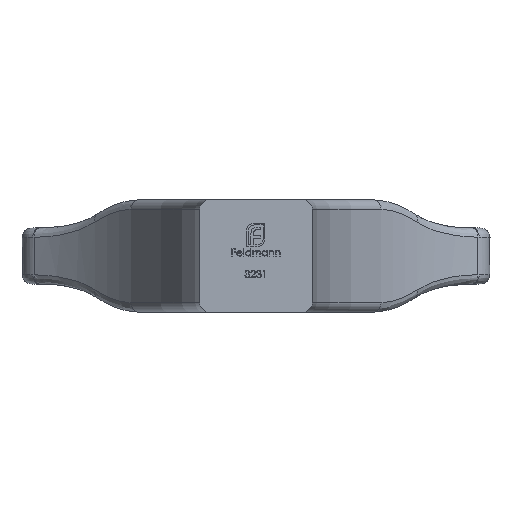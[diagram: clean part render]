
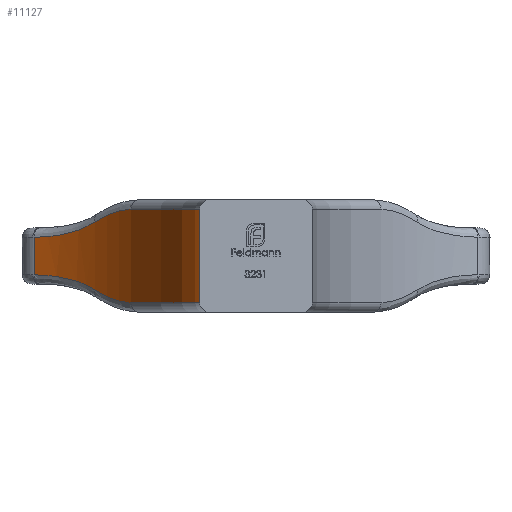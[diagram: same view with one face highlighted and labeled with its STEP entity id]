
A CAD part, front view. The second image highlights one B-rep face of the part: STEP entity #11127.
In plain terms, the highlighted cylindrical face has radius 40 mm (diameter 80 mm), a partial arc.
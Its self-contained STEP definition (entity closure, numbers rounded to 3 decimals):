
#48 = ORIENTED_EDGE ( 'NONE', *, *, #11284, .T. ) ;
#204 = CARTESIAN_POINT ( 'NONE',  ( -18.131, 75.017, -3.099 ) ) ;
#235 = CARTESIAN_POINT ( 'NONE',  ( -13.646, 69.847, -5. ) ) ;
#781 = CARTESIAN_POINT ( 'NONE',  ( -17.641, 74.532, 3.356 ) ) ;
#832 = VERTEX_POINT ( 'NONE', #12169 ) ;
#1301 = EDGE_CURVE ( 'NONE', #1637, #12873, #12445, .T. ) ;
#1348 = CARTESIAN_POINT ( 'NONE',  ( -17.402, 74.29, -3.496 ) ) ;
#1387 = CARTESIAN_POINT ( 'NONE',  ( -15.863, 72.642, -4.414 ) ) ;
#1637 = VERTEX_POINT ( 'NONE', #4393 ) ;
#1638 = B_SPLINE_CURVE_WITH_KNOTS ( 'NONE', 3,
 ( #5736, #8947, #10220, #8160, #2479, #8210, #13650, #7122 ),
 .UNSPECIFIED., .F., .F.,
 ( 4, 2, 2, 4 ),
 ( 0., 0.002, 0.003, 0.006 ),
 .UNSPECIFIED. ) ;
#1880 = CARTESIAN_POINT ( 'NONE',  ( -46., 46.321, -30. ) ) ;
#1945 = ORIENTED_EDGE ( 'NONE', *, *, #2065, .T. ) ;
#2065 = EDGE_CURVE ( 'NONE', #4753, #7055, #8615, .T. ) ;
#2067 = CARTESIAN_POINT ( 'NONE',  ( -22.459, 78.693, 2.016 ) ) ;
#2243 = B_SPLINE_CURVE_WITH_KNOTS ( 'NONE', 3,
 ( #12791, #8323, #4869, #13853, #11712, #13705, #204, #8121, #1348, #6154 ),
 .UNSPECIFIED., .F., .F.,
 ( 4, 2, 2, 2, 4 ),
 ( 0., 0.004, 0.006, 0.008, 0.009 ),
 .UNSPECIFIED. ) ;
#2403 = EDGE_CURVE ( 'NONE', #6021, #1637, #2243, .T. ) ;
#2479 = CARTESIAN_POINT ( 'NONE',  ( -14.902, 71.483, 4.758 ) ) ;
#2604 = VECTOR ( 'NONE', #8225, 1000. ) ;
#3515 = CARTESIAN_POINT ( 'NONE',  ( -13.954, 70.265, -4.969 ) ) ;
#4167 = DIRECTION ( 'NONE',  ( -1., 0., 0. ) ) ;
#4262 = CARTESIAN_POINT ( 'NONE',  ( -19.676, 76.447, 2.506 ) ) ;
#4320 = AXIS2_PLACEMENT_3D ( 'NONE', #1880, #13167, #4167 ) ;
#4393 = CARTESIAN_POINT ( 'NONE',  ( -17.17, 74.048, -3.65 ) ) ;
#4753 = VERTEX_POINT ( 'NONE', #9022 ) ;
#4869 = CARTESIAN_POINT ( 'NONE',  ( -21.307, 77.822, -2.126 ) ) ;
#5132 = ORIENTED_EDGE ( 'NONE', *, *, #10822, .T. ) ;
#5289 = EDGE_LOOP ( 'NONE', ( #1945, #8509, #5132, #7991, #10390, #11741, #10551, #48 ) ) ;
#5390 = CARTESIAN_POINT ( 'NONE',  ( -19.149, 75.977, 2.669 ) ) ;
#5502 = B_SPLINE_CURVE_WITH_KNOTS ( 'NONE', 3,
 ( #7660, #6615, #781, #6572, #9915, #5390, #4262, #8686, #2067, #14327 ),
 .UNSPECIFIED., .F., .F.,
 ( 4, 2, 2, 2, 4 ),
 ( 0., 0.001, 0.002, 0.004, 0.009 ),
 .UNSPECIFIED. ) ;
#5736 = CARTESIAN_POINT ( 'NONE',  ( -13.345, 69.422, 5. ) ) ;
#5836 = EDGE_CURVE ( 'NONE', #7055, #7031, #6152, .T. ) ;
#5858 = DIRECTION ( 'NONE',  ( 0., 0., -1. ) ) ;
#5877 = CARTESIAN_POINT ( 'NONE',  ( -13.345, 69.422, -5. ) ) ;
#6021 = VERTEX_POINT ( 'NONE', #10248 ) ;
#6152 = CIRCLE ( 'NONE', #14074, 40. ) ;
#6154 = CARTESIAN_POINT ( 'NONE',  ( -17.17, 74.048, -3.65 ) ) ;
#6290 = CARTESIAN_POINT ( 'NONE',  ( -46., 46.321, 5. ) ) ;
#6340 = CYLINDRICAL_SURFACE ( 'NONE', #4320, 40. ) ;
#6572 = CARTESIAN_POINT ( 'NONE',  ( -18.131, 75.017, 3.099 ) ) ;
#6615 = CARTESIAN_POINT ( 'NONE',  ( -17.402, 74.29, 3.496 ) ) ;
#6918 = CARTESIAN_POINT ( 'NONE',  ( -6., 46.321, 5. ) ) ;
#6964 = CARTESIAN_POINT ( 'NONE',  ( -14.902, 71.483, -4.758 ) ) ;
#6994 = CARTESIAN_POINT ( 'NONE',  ( -6., 46.321, -30. ) ) ;
#7031 = VERTEX_POINT ( 'NONE', #11434 ) ;
#7055 = VERTEX_POINT ( 'NONE', #6918 ) ;
#7122 = CARTESIAN_POINT ( 'NONE',  ( -17.17, 74.048, 3.65 ) ) ;
#7619 = DIRECTION ( 'NONE',  ( 0., 0., 1. ) ) ;
#7660 = CARTESIAN_POINT ( 'NONE',  ( -17.17, 74.048, 3.65 ) ) ;
#7789 = EDGE_CURVE ( 'NONE', #13612, #832, #5502, .T. ) ;
#7991 = ORIENTED_EDGE ( 'NONE', *, *, #7789, .T. ) ;
#8071 = CARTESIAN_POINT ( 'NONE',  ( -46., 46.321, -5. ) ) ;
#8121 = CARTESIAN_POINT ( 'NONE',  ( -17.641, 74.532, -3.356 ) ) ;
#8160 = CARTESIAN_POINT ( 'NONE',  ( -14.583, 71.084, 4.848 ) ) ;
#8210 = CARTESIAN_POINT ( 'NONE',  ( -15.863, 72.642, 4.414 ) ) ;
#8225 = DIRECTION ( 'NONE',  ( 0., 0., 1. ) ) ;
#8323 = CARTESIAN_POINT ( 'NONE',  ( -22.459, 78.693, -2.016 ) ) ;
#8509 = ORIENTED_EDGE ( 'NONE', *, *, #5836, .T. ) ;
#8615 = LINE ( 'NONE', #6994, #2604 ) ;
#8686 = CARTESIAN_POINT ( 'NONE',  ( -21.307, 77.822, 2.126 ) ) ;
#8947 = CARTESIAN_POINT ( 'NONE',  ( -13.646, 69.847, 5. ) ) ;
#9022 = CARTESIAN_POINT ( 'NONE',  ( -6., 46.321, -5. ) ) ;
#9208 = EDGE_CURVE ( 'NONE', #6021, #832, #9256, .T. ) ;
#9256 = LINE ( 'NONE', #14255, #12086 ) ;
#9792 = DIRECTION ( 'NONE',  ( 0., 0., 1. ) ) ;
#9915 = CARTESIAN_POINT ( 'NONE',  ( -18.383, 75.259, 2.983 ) ) ;
#10220 = CARTESIAN_POINT ( 'NONE',  ( -13.954, 70.265, 4.969 ) ) ;
#10248 = CARTESIAN_POINT ( 'NONE',  ( -23.674, 79.511, -2.001 ) ) ;
#10295 = CARTESIAN_POINT ( 'NONE',  ( -14.583, 71.084, -4.848 ) ) ;
#10390 = ORIENTED_EDGE ( 'NONE', *, *, #9208, .F. ) ;
#10440 = AXIS2_PLACEMENT_3D ( 'NONE', #8071, #5858, #13713 ) ;
#10551 = ORIENTED_EDGE ( 'NONE', *, *, #1301, .T. ) ;
#10810 = DIRECTION ( 'NONE',  ( 0., 1., 0. ) ) ;
#10822 = EDGE_CURVE ( 'NONE', #7031, #13612, #1638, .T. ) ;
#11127 = ADVANCED_FACE ( 'NONE', ( #13371 ), #6340, .F. ) ;
#11284 = EDGE_CURVE ( 'NONE', #12873, #4753, #12863, .T. ) ;
#11434 = CARTESIAN_POINT ( 'NONE',  ( -13.345, 69.422, 5. ) ) ;
#11712 = CARTESIAN_POINT ( 'NONE',  ( -19.149, 75.977, -2.669 ) ) ;
#11741 = ORIENTED_EDGE ( 'NONE', *, *, #2403, .T. ) ;
#12086 = VECTOR ( 'NONE', #9792, 1000. ) ;
#12169 = CARTESIAN_POINT ( 'NONE',  ( -23.674, 79.511, 2.001 ) ) ;
#12445 = B_SPLINE_CURVE_WITH_KNOTS ( 'NONE', 3,
 ( #13685, #12620, #1387, #6964, #10295, #3515, #235, #5877 ),
 .UNSPECIFIED., .F., .F.,
 ( 4, 2, 2, 4 ),
 ( 0., 0.003, 0.005, 0.006 ),
 .UNSPECIFIED. ) ;
#12620 = CARTESIAN_POINT ( 'NONE',  ( -16.514, 73.367, -4.083 ) ) ;
#12791 = CARTESIAN_POINT ( 'NONE',  ( -23.674, 79.511, -2.001 ) ) ;
#12863 = CIRCLE ( 'NONE', #10440, 40. ) ;
#12873 = VERTEX_POINT ( 'NONE', #13619 ) ;
#13167 = DIRECTION ( 'NONE',  ( 0., 0., 1. ) ) ;
#13253 = CARTESIAN_POINT ( 'NONE',  ( -17.17, 74.048, 3.65 ) ) ;
#13371 = FACE_OUTER_BOUND ( 'NONE', #5289, .T. ) ;
#13612 = VERTEX_POINT ( 'NONE', #13253 ) ;
#13619 = CARTESIAN_POINT ( 'NONE',  ( -13.345, 69.422, -5. ) ) ;
#13650 = CARTESIAN_POINT ( 'NONE',  ( -16.514, 73.367, 4.083 ) ) ;
#13685 = CARTESIAN_POINT ( 'NONE',  ( -17.17, 74.048, -3.65 ) ) ;
#13705 = CARTESIAN_POINT ( 'NONE',  ( -18.383, 75.259, -2.983 ) ) ;
#13713 = DIRECTION ( 'NONE',  ( 0., -1., 0. ) ) ;
#13853 = CARTESIAN_POINT ( 'NONE',  ( -19.676, 76.447, -2.506 ) ) ;
#14074 = AXIS2_PLACEMENT_3D ( 'NONE', #6290, #7619, #10810 ) ;
#14255 = CARTESIAN_POINT ( 'NONE',  ( -23.674, 79.511, -30. ) ) ;
#14327 = CARTESIAN_POINT ( 'NONE',  ( -23.674, 79.511, 2.001 ) ) ;
